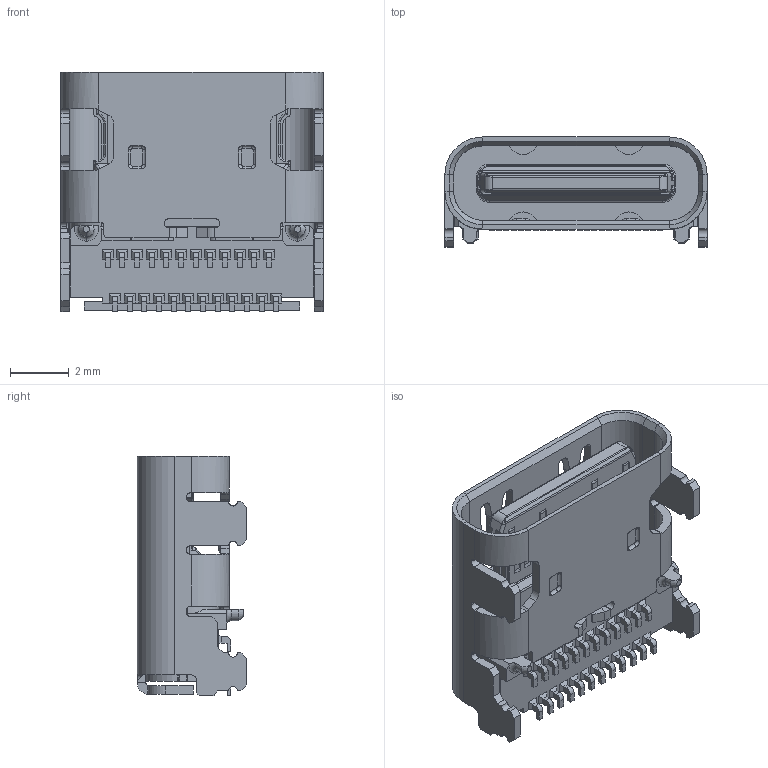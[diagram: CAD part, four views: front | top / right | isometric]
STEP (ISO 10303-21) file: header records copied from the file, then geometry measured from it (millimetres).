
FILE_DESCRIPTION(('STEP AP242'),'1');
FILE_NAME('dx07s024ja1r1300.stp','2020-03-26T07:38:07',('TraceParts'),('TraceParts S.A.'),'Spatial InterOp 3D',' ',' ');
FILE_SCHEMA(('AP242_MANAGED_MODEL_BASED_3D_ENGINEERING_MIM_LF {1 0 10303 442 1 1 4}'));
Length unit declared in the file: millimetre
Products named in the file (1): dx07s024ja1r1300
Bounding box: 8.94 x 3.74 x 8.17 mm (x, y, z)
Volume: 126 mm3; surface area: 449.6 mm2
Topology: 1 solids, 1 shells, 1070 faces, 2917 edges, 1841 vertices
Faces by surface type: plane 709, cylinder 253, torus 44, bspline 32, cone 24, sphere 8
Entity records: 34015 total; most frequent: CARTESIAN_POINT 6954, ORIENTED_EDGE 5802, DIRECTION 5517, EDGE_CURVE 2901, LINE 2115, VECTOR 2115, VERTEX_POINT 1841, AXIS2_PLACEMENT_3D 1701
